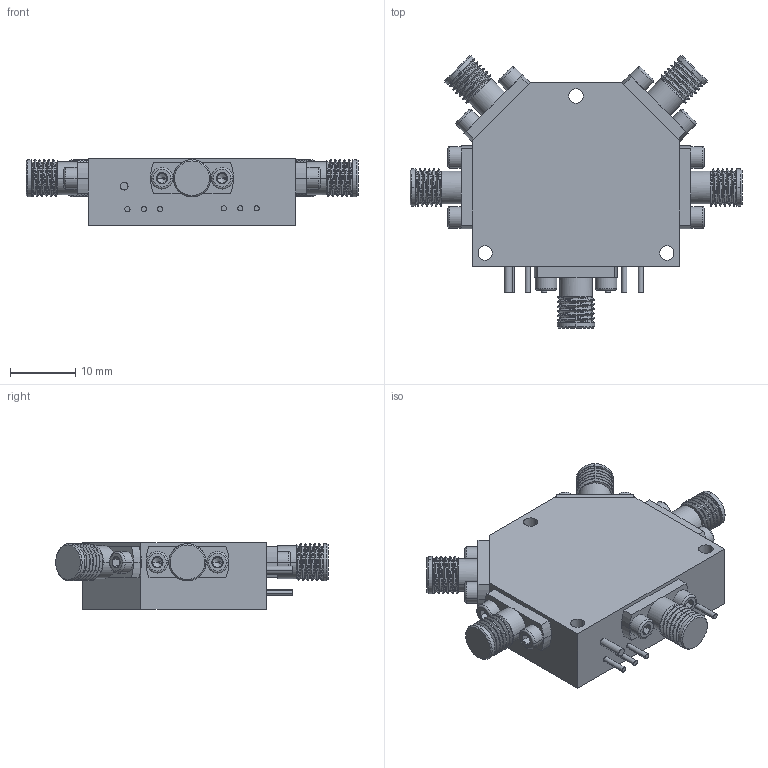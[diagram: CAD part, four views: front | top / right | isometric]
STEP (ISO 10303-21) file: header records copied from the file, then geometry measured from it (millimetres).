
FILE_DESCRIPTION (( 'STEP AP214' ), '1' );
FILE_NAME ('SK4-0525035055-2F2F-A3.STEP', '2024-07-12T21:50:41', ( '' ), ( '' ), 'SwSTEP 2.0', 'SolidWorks 2021', '' );
FILE_SCHEMA (( 'AUTOMOTIVE_DESIGN' ));
Length unit declared in the file: millimetre
Products named in the file (1): SK4-0525035055-2F2F-A3
Bounding box: 50.75 x 41.65 x 10.2 mm (x, y, z)
Volume: 9633.8 mm3; surface area: 5420.6 mm2
Topology: 16 solids, 16 shells, 1100 faces, 2413 edges, 1352 vertices
Faces by surface type: bspline 550, plane 220, cylinder 170, cone 120, torus 40
Entity records: 30582 total; most frequent: CARTESIAN_POINT 11825, ORIENTED_EDGE 4786, DIRECTION 2620, EDGE_CURVE 2393, VERTEX_POINT 1352, EDGE_LOOP 1153, FACE_OUTER_BOUND 1100, ADVANCED_FACE 1100
